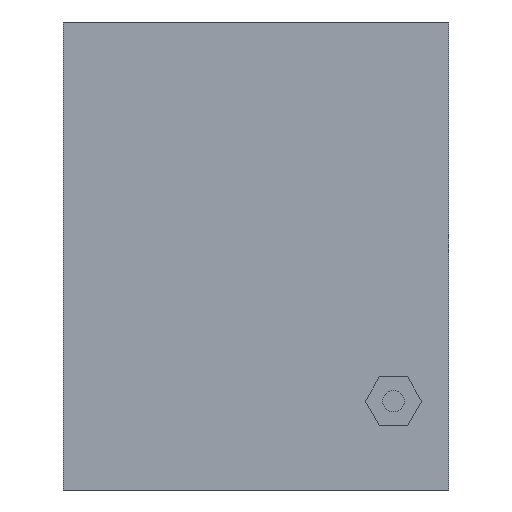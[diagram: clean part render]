
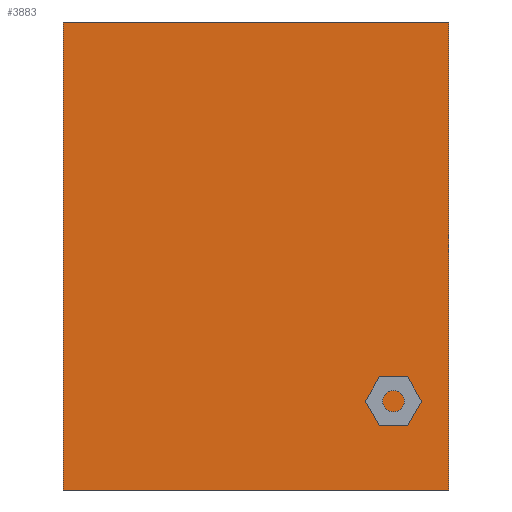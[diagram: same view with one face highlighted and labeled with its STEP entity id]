
A CAD part, front view. The second image highlights one B-rep face of the part: STEP entity #3883.
In plain terms, the highlighted planar face has unit normal (0, -1, 0).
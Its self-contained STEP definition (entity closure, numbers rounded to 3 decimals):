
#214=PLANE('',#4112);
#401=FACE_OUTER_BOUND('',#606,.T.);
#606=EDGE_LOOP('',(#3680,#3681,#3682,#3683));
#628=LINE('',#5122,#1151);
#632=LINE('',#5131,#1155);
#634=LINE('',#5134,#1157);
#637=LINE('',#5138,#1160);
#1151=VECTOR('',#4163,10.);
#1155=VECTOR('',#4169,10.);
#1157=VECTOR('',#4173,10.);
#1160=VECTOR('',#4178,10.);
#1695=VERTEX_POINT('',#5119);
#1696=VERTEX_POINT('',#5121);
#1699=VERTEX_POINT('',#5128);
#1700=VERTEX_POINT('',#5130);
#2060=EDGE_CURVE('',#1696,#1695,#628,.T.);
#2064=EDGE_CURVE('',#1700,#1699,#632,.T.);
#2066=EDGE_CURVE('',#1699,#1696,#634,.F.);
#2069=EDGE_CURVE('',#1700,#1695,#637,.T.);
#3680=ORIENTED_EDGE('',*,*,#2060,.T.);
#3681=ORIENTED_EDGE('',*,*,#2069,.F.);
#3682=ORIENTED_EDGE('',*,*,#2064,.T.);
#3683=ORIENTED_EDGE('',*,*,#2066,.T.);
#3883=ADVANCED_FACE('',(#401),#214,.T.);
#4112=AXIS2_PLACEMENT_3D('',#6164,#5065,#5066);
#4163=DIRECTION('',(0.,0.,-1.));
#4169=DIRECTION('',(0.,0.,1.));
#4173=DIRECTION('',(1.,0.,0.));
#4178=DIRECTION('',(-1.,0.,0.));
#5065=DIRECTION('center_axis',(0.,-1.,0.));
#5066=DIRECTION('ref_axis',(1.,0.,0.));
#5119=CARTESIAN_POINT('',(-22.583,-10.6,-27.4));
#5121=CARTESIAN_POINT('',(-22.583,-10.6,27.4));
#5122=CARTESIAN_POINT('',(-22.583,-10.6,-16.159));
#5128=CARTESIAN_POINT('',(22.583,-10.6,27.4));
#5130=CARTESIAN_POINT('',(22.583,-10.6,-27.4));
#5131=CARTESIAN_POINT('',(22.583,-10.6,11.341));
#5134=CARTESIAN_POINT('',(11.609,-10.6,27.4));
#5138=CARTESIAN_POINT('',(14.567,-10.6,-27.4));
#6164=CARTESIAN_POINT('Origin',(0.817,-10.6,-4.817));
